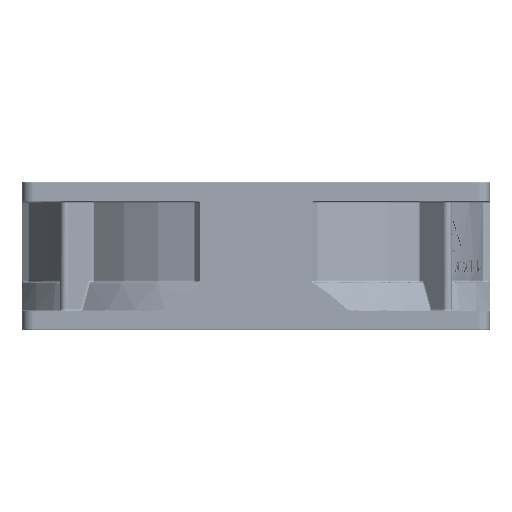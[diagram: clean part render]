
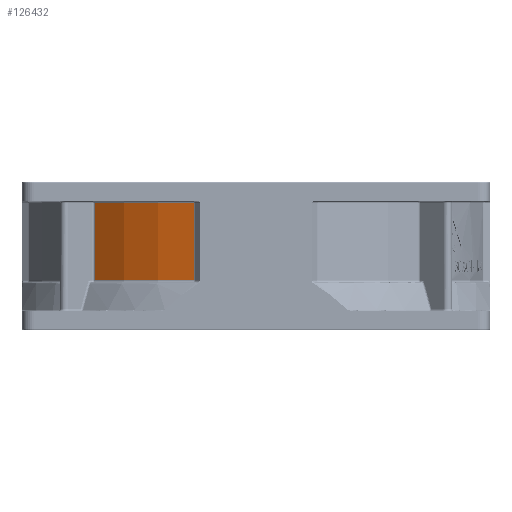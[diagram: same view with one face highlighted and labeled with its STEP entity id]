
A CAD part, left-side view. The second image highlights one B-rep face of the part: STEP entity #126432.
In plain terms, the highlighted cylindrical face has radius 60.3 mm (diameter 120.6 mm), a partial arc.
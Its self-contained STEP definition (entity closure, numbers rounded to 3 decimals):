
#12506 = CARTESIAN_POINT ( 'NONE',  ( -58.161, 15.918, 20.6 ) ) ;
#12507 = CARTESIAN_POINT ( 'NONE',  ( -43.848, 41.394, 20.6 ) ) ;
#12508 = CARTESIAN_POINT ( 'NONE',  ( -43.848, 41.394, 0.8 ) ) ;
#12509 = CARTESIAN_POINT ( 'NONE',  ( -58.161, 15.918, 0.8 ) ) ;
#40924 = EDGE_CURVE ( 'NONE', #81364, #81368, #137394, .T. ) ;
#40926 = EDGE_CURVE ( 'NONE', #81358, #81364, #97618, .T. ) ;
#40928 = EDGE_CURVE ( 'NONE', #81368, #81372, #97593, .T. ) ;
#40930 = EDGE_CURVE ( 'NONE', #81372, #81358, #137396, .T. ) ;
#68294 = EDGE_LOOP ( 'NONE', ( #94801, #94805, #94803, #94807 ) ) ;
#81358 = VERTEX_POINT ( 'NONE', #12506 ) ;
#81364 = VERTEX_POINT ( 'NONE', #12507 ) ;
#81368 = VERTEX_POINT ( 'NONE', #12508 ) ;
#81372 = VERTEX_POINT ( 'NONE', #12509 ) ;
#94801 = ORIENTED_EDGE ( 'NONE', *, *, #40926, .T. ) ;
#94803 = ORIENTED_EDGE ( 'NONE', *, *, #40928, .T. ) ;
#94805 = ORIENTED_EDGE ( 'NONE', *, *, #40924, .T. ) ;
#94807 = ORIENTED_EDGE ( 'NONE', *, *, #40930, .T. ) ;
#97593 = CIRCLE ( 'NONE', #97625, 60.3 ) ;
#97618 = CIRCLE ( 'NONE', #97621, 60.3 ) ;
#97619 = VECTOR ( 'NONE', #190019, 1000. ) ;
#97621 = AXIS2_PLACEMENT_3D ( 'NONE', #190022, #190024, #190026 ) ;
#97625 = AXIS2_PLACEMENT_3D ( 'NONE', #190029, #190031, #190033 ) ;
#97628 = VECTOR ( 'NONE', #190035, 1000. ) ;
#126432 = ADVANCED_FACE ( 'NONE', ( #192199 ), #192201, .T. ) ;
#137394 = LINE ( 'NONE', #190017, #97619 ) ;
#137396 = LINE ( 'NONE', #190034, #97628 ) ;
#190017 = CARTESIAN_POINT ( 'NONE',  ( -43.848, 41.394, 0. ) ) ;
#190019 = DIRECTION ( 'NONE',  ( 0., 0., -1. ) ) ;
#190022 = CARTESIAN_POINT ( 'NONE',  ( 0., 0., 20.6 ) ) ;
#190024 = DIRECTION ( 'NONE',  ( 0., 0., -1. ) ) ;
#190026 = DIRECTION ( 'NONE',  ( 1., 0., 0. ) ) ;
#190029 = CARTESIAN_POINT ( 'NONE',  ( 0., 0., 0.8 ) ) ;
#190031 = DIRECTION ( 'NONE',  ( 0., 0., 1. ) ) ;
#190033 = DIRECTION ( 'NONE',  ( -1., 0., 0. ) ) ;
#190034 = CARTESIAN_POINT ( 'NONE',  ( -58.161, 15.918, 0. ) ) ;
#190035 = DIRECTION ( 'NONE',  ( 0., 0., 1. ) ) ;
#192199 = FACE_OUTER_BOUND ( 'NONE', #68294, .T. ) ;
#192201 = CYLINDRICAL_SURFACE ( 'NONE', #205878, 60.3 ) ;
#205878 = AXIS2_PLACEMENT_3D ( 'NONE', #214306, #214308, #214310 ) ;
#214306 = CARTESIAN_POINT ( 'NONE',  ( 0., 0., 0. ) ) ;
#214308 = DIRECTION ( 'NONE',  ( 0., 0., 1. ) ) ;
#214310 = DIRECTION ( 'NONE',  ( 1., 0., 0. ) ) ;
